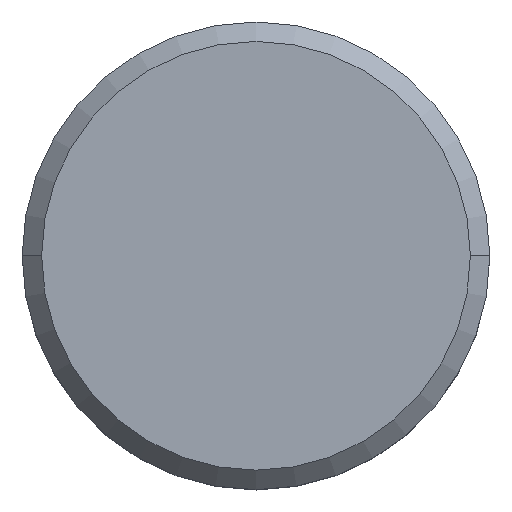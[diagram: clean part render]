
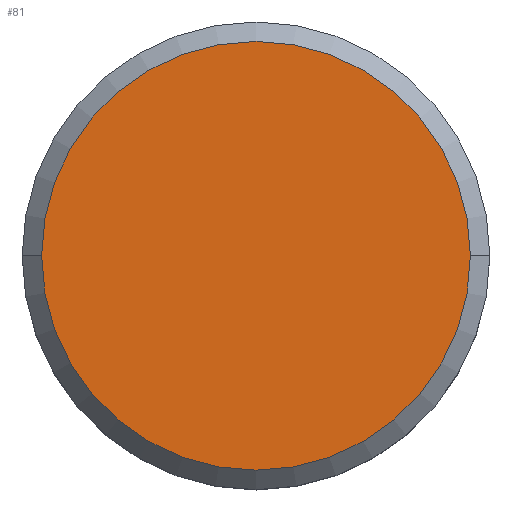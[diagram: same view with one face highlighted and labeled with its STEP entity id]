
A CAD part, top view. The second image highlights one B-rep face of the part: STEP entity #81.
In plain terms, the highlighted planar face has unit normal (0, 0, 1).
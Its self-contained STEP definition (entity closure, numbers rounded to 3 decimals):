
#75=EDGE_CURVE('',#97,#103,#179,.T.);
#81=ADVANCED_FACE('',(#185),#186,.T.);
#97=VERTEX_POINT('',#208);
#103=VERTEX_POINT('',#214);
#143=EDGE_CURVE('',#103,#97,#257,.T.);
#179=CIRCLE('',#286,2.75);
#185=FACE_OUTER_BOUND('',#292,.T.);
#186=PLANE('',#293);
#208=CARTESIAN_POINT('',(2.75,0.,2.5));
#214=CARTESIAN_POINT('',(-2.75,0.,2.5));
#257=CIRCLE('',#386,2.75);
#286=AXIS2_PLACEMENT_3D('',#412,#413,#414);
#292=EDGE_LOOP('',(#416,#417));
#293=AXIS2_PLACEMENT_3D('',#418,#419,#420);
#386=AXIS2_PLACEMENT_3D('',#516,#517,#518);
#412=CARTESIAN_POINT('',(0.0,0.,2.5));
#413=DIRECTION('',(0.0,0.,-1.0));
#414=DIRECTION('',(1.0,0.0,0.0));
#416=ORIENTED_EDGE('',*,*,#75,.F.);
#417=ORIENTED_EDGE('',*,*,#143,.F.);
#418=CARTESIAN_POINT('',(1.375,0.,2.5));
#419=DIRECTION('',(0.0,0.,1.0));
#420=DIRECTION('',(-1.0,0.0,0.0));
#516=CARTESIAN_POINT('',(0.0,0.,2.5));
#517=DIRECTION('',(0.0,0.,-1.0));
#518=DIRECTION('',(1.0,0.0,0.0));
